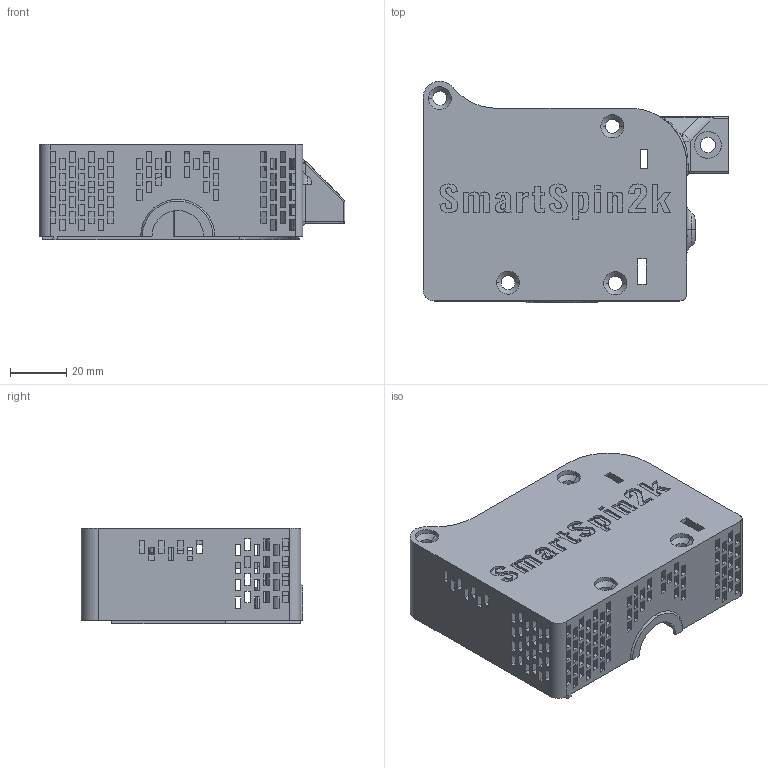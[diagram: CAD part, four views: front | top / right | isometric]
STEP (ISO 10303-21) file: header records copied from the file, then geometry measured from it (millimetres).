
FILE_DESCRIPTION (( 'STEP AP214' ), '1' );
FILE_NAME ('Body_Drawing_Right.STEP', '2023-10-18T16:38:51', ( '' ), ( '' ), 'SwSTEP 2.0', 'SolidWorks 2023', '' );
FILE_SCHEMA (( 'AUTOMOTIVE_DESIGN' ));
Length unit declared in the file: millimetre
Products named in the file (1): Body_Drawing_Right
Bounding box: 108.65 x 78.59 x 33.9 mm (x, y, z)
Volume: 53444.8 mm3; surface area: 44629.7 mm2
Topology: 1 solids, 1 shells, 969 faces, 2884 edges, 1888 vertices
Faces by surface type: plane 770, bspline 96, cylinder 70, torus 17, cone 11, sphere 5
Entity records: 36432 total; most frequent: CARTESIAN_POINT 10608, ORIENTED_EDGE 5758, DIRECTION 4574, EDGE_CURVE 2879, LINE 2432, VECTOR 2432, VERTEX_POINT 1888, EDGE_LOOP 1221
